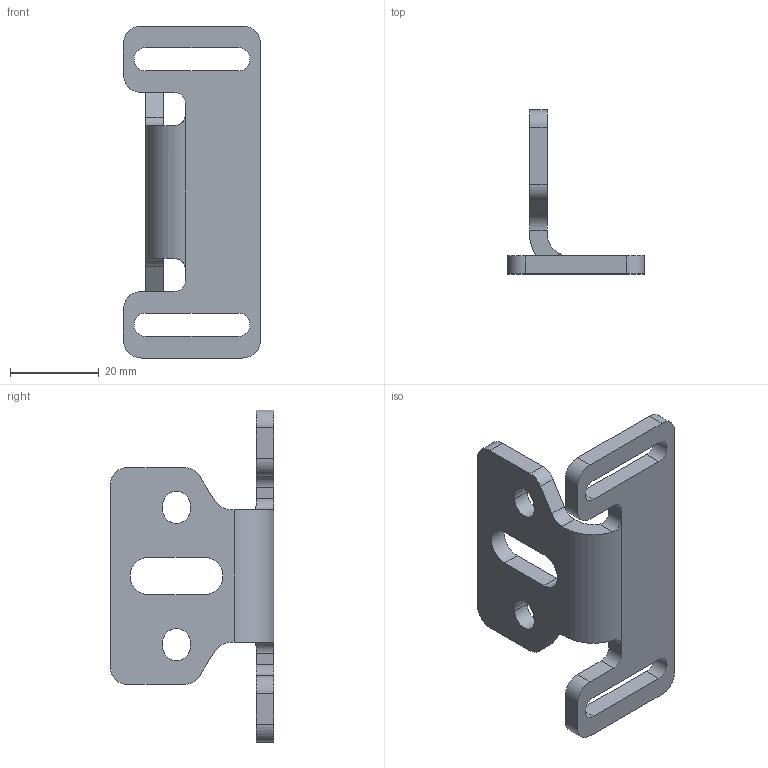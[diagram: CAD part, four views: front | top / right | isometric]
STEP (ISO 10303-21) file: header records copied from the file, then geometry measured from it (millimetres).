
FILE_DESCRIPTION(('STEP AP203'),'1');
FILE_NAME('SAFE00E5210.stp','2023-10-09T09:39:06',(' '),(' '),'Spatial InterOp 3D',' ',' ');
FILE_SCHEMA(('CONFIG_CONTROL_DESIGN'));
Length unit declared in the file: millimetre
Products named in the file (1): Support loquet PA 30
Bounding box: 31 x 37 x 75 mm (x, y, z)
Volume: 11054.1 mm3; surface area: 7684.2 mm2
Topology: 1 solids, 1 shells, 58 faces, 164 edges, 108 vertices
Faces by surface type: plane 30, cylinder 28
Entity records: 2116 total; most frequent: CARTESIAN_POINT 395, DIRECTION 330, ORIENTED_EDGE 328, EDGE_CURVE 164, AXIS2_PLACEMENT_3D 111, VERTEX_POINT 108, LINE 108, VECTOR 108
